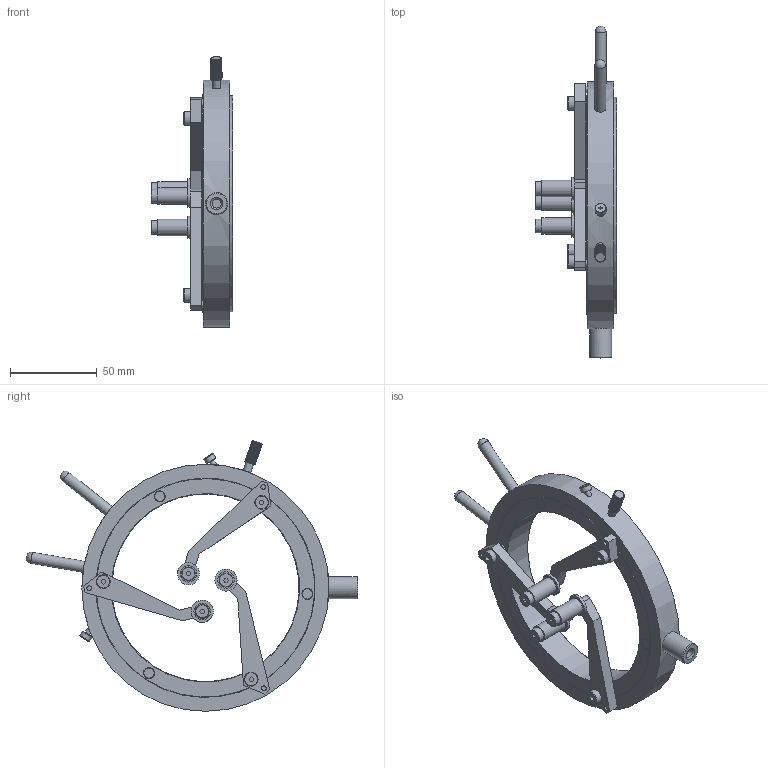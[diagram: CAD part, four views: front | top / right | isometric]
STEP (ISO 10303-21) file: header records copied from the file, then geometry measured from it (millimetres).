
FILE_DESCRIPTION (( 'STEP AP203' ), '1' );
FILE_NAME ('53038.step', '2011-06-30T17:42:31', ( 'EO' ), ( 'EO' ), 'SwSTEP 2.0', 'SolidWorks 2011', '' );
FILE_SCHEMA (( 'CONFIG_CONTROL_DESIGN' ));
Length unit declared in the file: inch
Products named in the file (1): 53038
Bounding box: 47.14 x 191.08 x 155.81 mm (x, y, z)
Volume: 131359.6 mm3; surface area: 39258 mm2
Topology: 1 solids, 1 shells, 320 faces, 765 edges, 487 vertices
Faces by surface type: plane 191, cylinder 78, bspline 51
Full cylindrical faces by diameter (mm): 2.705 x3, 2.921 x2, 3.175 x2, 3.454 x3, 3.556 x3, 3.962 x3, 4.631 x1, 5.156 x1, 5.565 x1, 6.35 x4, 7.938 x3, 7.95 x3, 9.525 x5, 12.7 x4, 107.95 x1, 124.46 x1, 142.24 x1
Entity records: 9235 total; most frequent: CARTESIAN_POINT 2421, DIRECTION 1356, ORIENTED_EDGE 1332, EDGE_CURVE 666, AXIS2_PLACEMENT_3D 489, VERTEX_POINT 452, EDGE_LOOP 432, VECTOR 378
